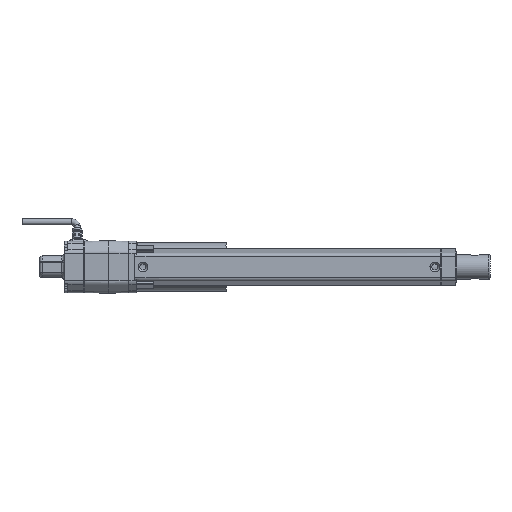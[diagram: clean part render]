
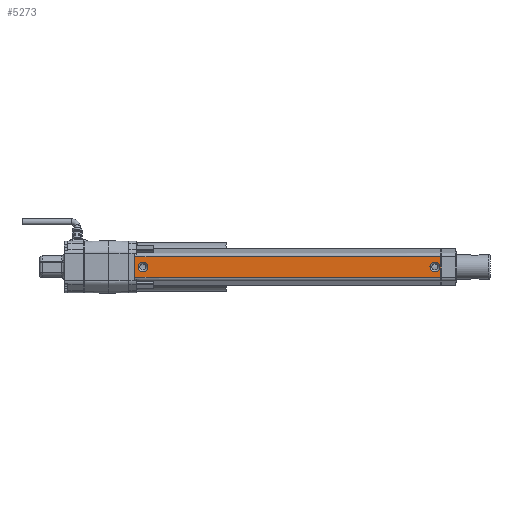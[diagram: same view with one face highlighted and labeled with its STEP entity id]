
A CAD part, front view. The second image highlights one B-rep face of the part: STEP entity #5273.
In plain terms, the highlighted planar face has unit normal (0, -1, 0).
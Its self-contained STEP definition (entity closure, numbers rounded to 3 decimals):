
#397=CIRCLE('',#5779,4.);
#398=CIRCLE('',#5780,4.);
#1240=ORIENTED_EDGE('',*,*,#2441,.T.);
#1241=ORIENTED_EDGE('',*,*,#2442,.T.);
#1242=ORIENTED_EDGE('',*,*,#2443,.T.);
#1243=ORIENTED_EDGE('',*,*,#2064,.F.);
#1244=ORIENTED_EDGE('',*,*,#2440,.F.);
#1245=ORIENTED_EDGE('',*,*,#2444,.T.);
#2064=EDGE_CURVE('',#2821,#2822,#3340,.T.);
#2440=EDGE_CURVE('',#3083,#2821,#3563,.T.);
#2441=EDGE_CURVE('',#3084,#3084,#397,.F.);
#2442=EDGE_CURVE('',#3085,#3085,#398,.F.);
#2443=EDGE_CURVE('',#3086,#2822,#3564,.T.);
#2444=EDGE_CURVE('',#3083,#3086,#3565,.T.);
#2821=VERTEX_POINT('',#7757);
#2822=VERTEX_POINT('',#7759);
#3083=VERTEX_POINT('',#8622);
#3084=VERTEX_POINT('',#8626);
#3085=VERTEX_POINT('',#8628);
#3086=VERTEX_POINT('',#8630);
#3340=LINE('',#7758,#3754);
#3563=LINE('',#8623,#3977);
#3564=LINE('',#8629,#3978);
#3565=LINE('',#8631,#3979);
#3754=VECTOR('',#6126,1000.);
#3977=VECTOR('',#6893,1000.);
#3978=VECTOR('',#6900,1000.);
#3979=VECTOR('',#6901,1000.);
#4307=EDGE_LOOP('',(#1240));
#4308=EDGE_LOOP('',(#1241));
#4309=EDGE_LOOP('',(#1242,#1243,#1244,#1245));
#4716=FACE_BOUND('',#4307,.T.);
#4717=FACE_BOUND('',#4308,.T.);
#4718=FACE_BOUND('',#4309,.T.);
#5044=PLANE('',#5778);
#5273=ADVANCED_FACE('',(#4716,#4717,#4718),#5044,.T.);
#5778=AXIS2_PLACEMENT_3D('',#8624,#6894,#6895);
#5779=AXIS2_PLACEMENT_3D('',#8625,#6896,#6897);
#5780=AXIS2_PLACEMENT_3D('',#8627,#6898,#6899);
#6126=DIRECTION('',(1.,0.,0.));
#6893=DIRECTION('',(0.,0.,1.));
#6894=DIRECTION('',(0.,-1.,0.));
#6895=DIRECTION('',(0.,0.,-1.));
#6896=DIRECTION('',(0.,-1.,0.));
#6897=DIRECTION('',(0.,0.,-1.));
#6898=DIRECTION('',(0.,-1.,0.));
#6899=DIRECTION('',(0.,0.,-1.));
#6900=DIRECTION('',(0.,0.,1.));
#6901=DIRECTION('',(1.,0.,0.));
#7757=CARTESIAN_POINT('',(-8.501,-21.45,-58.));
#7758=CARTESIAN_POINT('',(-8.501,-21.45,-58.));
#7759=CARTESIAN_POINT('',(8.501,-21.45,-58.));
#8622=CARTESIAN_POINT('',(-8.501,-21.45,-308.));
#8623=CARTESIAN_POINT('',(-8.501,-21.45,-308.));
#8624=CARTESIAN_POINT('',(-8.501,-21.45,-308.));
#8625=CARTESIAN_POINT('',(0.,-21.45,-303.4));
#8626=CARTESIAN_POINT('',(0.,-21.45,-307.4));
#8627=CARTESIAN_POINT('',(0.,-21.45,-64.5));
#8628=CARTESIAN_POINT('',(0.,-21.45,-68.5));
#8629=CARTESIAN_POINT('',(8.501,-21.45,-308.));
#8630=CARTESIAN_POINT('',(8.501,-21.45,-308.));
#8631=CARTESIAN_POINT('',(-8.501,-21.45,-308.));
